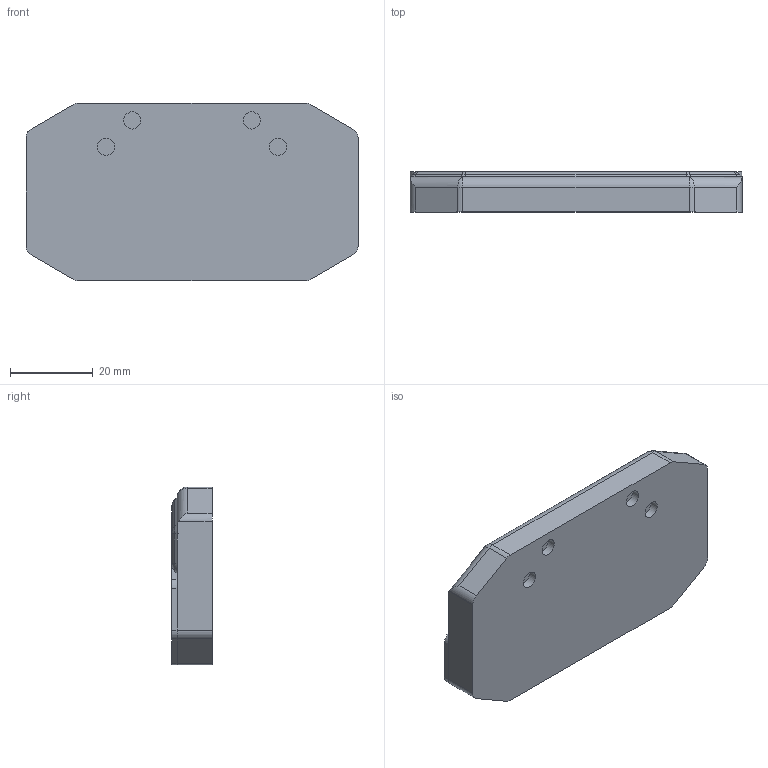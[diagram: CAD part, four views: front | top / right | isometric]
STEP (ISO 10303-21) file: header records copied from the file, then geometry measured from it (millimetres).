
FILE_DESCRIPTION(/* description */ ('','CAx-IF Rec.Pracs.---Representation and Presentation of Product Manufacturing Information (PMI)---4.0---2014-10-13'),/* implementation_level */ '2;1');
FILE_NAME(/* name */ 'Joystick Enclosure.stp',/* time_stamp */ '2024-07-10T16:04:50-04:00',/* author */ ('Colton Hormann'),/* organization */ ('Grunwald Labs - UMass Chan'),/* preprocessor_version */ 'ST-DEVELOPER v19.2',/* originating_system */ 'Autodesk Inventor 2023',/* authorisation */ '');
FILE_SCHEMA (('AP242_MANAGED_MODEL_BASED_3D_ENGINEERING_MIM_LF { 1 0 10303 442 1 1 4 }'));
Length unit declared in the file: millimetre
Products named in the file (3): Assembly1; Joystick Bottom; Joystick Top
Assembly tree (2 placements, depth 2):
  Assembly1
    Joystick Bottom
    Joystick Top
Bounding box: 80.25 x 9.75 x 43 mm (x, y, z)
Volume: 22721 mm3; surface area: 12939 mm2
Topology: 2 solids, 2 shells, 157 faces, 394 edges, 246 vertices
Faces by surface type: plane 82, cylinder 49, cone 14, bspline 6, torus 4, sphere 2
Full cylindrical faces by diameter (mm): 3.75 x2, 4.145 x4
Entity records: 7053 total; most frequent: CARTESIAN_POINT 1756, DIRECTION 1044, ORIENTED_EDGE 788, STYLED_ITEM 440, EDGE_CURVE 394, AXIS2_PLACEMENT_3D 391, POLYLINE 280, LINE 262
